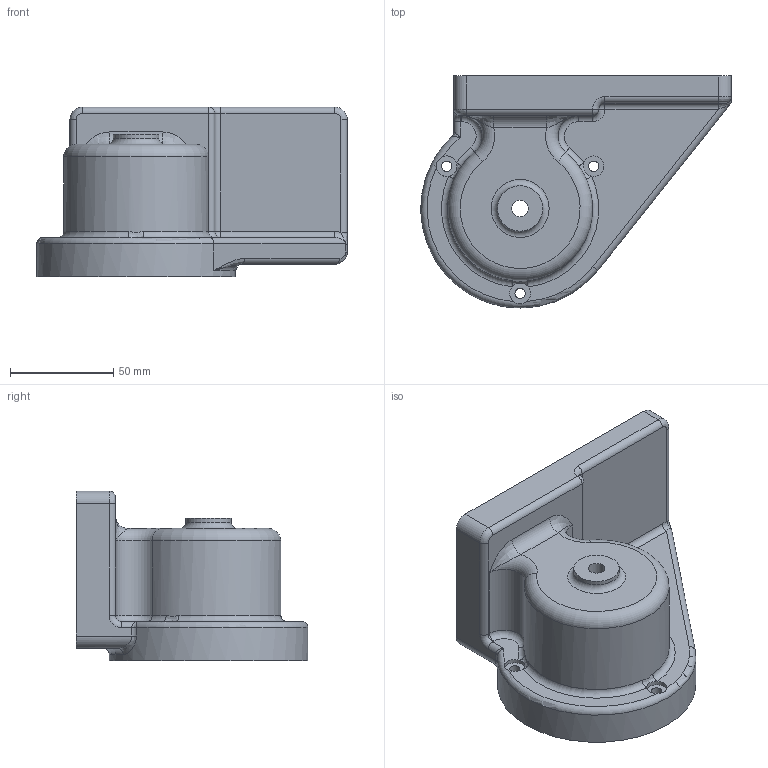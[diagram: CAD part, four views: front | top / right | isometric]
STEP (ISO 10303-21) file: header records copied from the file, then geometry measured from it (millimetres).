
FILE_DESCRIPTION(/* description */ (''),/* implementation_level */ '2;1');
FILE_NAME(/* name */ 'model_5.step',/* time_stamp */ '2025-05-06T23:02:06+02:00',/* author */ (''),/* organization */ (''),/* preprocessor_version */ 'ST-DEVELOPER v20.1',/* originating_system */ 'Autodesk Translation Framework v14.4.0.0',/* authorisation */ '');
FILE_SCHEMA (('AUTOMOTIVE_DESIGN { 1 0 10303 214 3 1 1 }'));
Length unit declared in the file: millimetre
Products named in the file (1): Timer Housing.f3d 
Bounding box: 150 x 112 x 82 mm (x, y, z)
Volume: 417274.5 mm3; surface area: 65792.7 mm2
Topology: 1 solids, 1 shells, 89 faces, 210 edges, 122 vertices
Faces by surface type: cylinder 37, plane 21, torus 15, bspline 13, sphere 2, cone 1
Full cylindrical faces by diameter (mm): 5 x3, 8 x1, 10 x3, 16 x1, 20 x1, 22 x1, 38 x1, 44 x1, 96 x1
Entity records: 4565 total; most frequent: CARTESIAN_POINT 2500, DIRECTION 458, ORIENTED_EDGE 408, EDGE_CURVE 204, AXIS2_PLACEMENT_3D 198, VERTEX_POINT 122, CIRCLE 115, EDGE_LOOP 104
